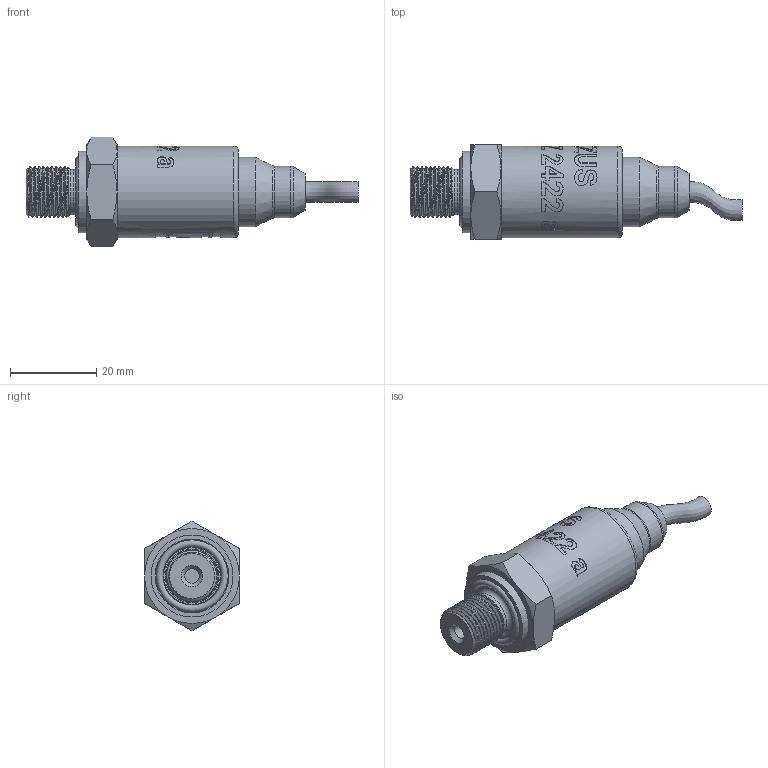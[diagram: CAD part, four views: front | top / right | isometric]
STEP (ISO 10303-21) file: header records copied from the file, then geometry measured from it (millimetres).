
FILE_DESCRIPTION(/* description */ (''),/* implementation_level */ '2;1');
FILE_NAME(/* name */ 'APZ2422a_M12x1DIN_Cab.step',/* time_stamp */ '2021-07-14T16:00:53+03:00',/* author */ (''),/* organization */ (''),/* preprocessor_version */ 'ST-DEVELOPER v18.1',/* originating_system */ 'Autodesk Translation Framework v10.9.0.1377',/* authorisation */ '');
FILE_SCHEMA (('AUTOMOTIVE_DESIGN { 1 0 10303 214 3 1 1 }'));
Length unit declared in the file: millimetre
Products named in the file (3): АПЗ 2422 a - filled (not 100% correct
); M12x1 DIN; #19521
Assembly tree (2 placements, depth 2):
  АПЗ 2422 a - filled (not 100% correct
)
    M12x1 DIN
    #19521
Bounding box: 76.97 x 22 x 25.4 mm (x, y, z)
Volume: 16586.5 mm3; surface area: 7014.5 mm2
Topology: 4 solids, 4 shells, 389 faces, 1033 edges, 683 vertices
Faces by surface type: bspline 263, cylinder 58, plane 37, cone 19, torus 12
Full cylindrical faces by diameter (mm): 3.3 x1, 4.8 x2, 7.2 x1, 10.5 x1, 10.741 x9, 11.884 x8, 12 x1, 13.5 x2, 16.2 x2, 16.7 x1, 17.8 x1, 19 x1, 20.2 x1, 21.2 x1
Entity records: 19515 total; most frequent: CARTESIAN_POINT 11629, ORIENTED_EDGE 2066, EDGE_CURVE 1033, DIRECTION 800, VERTEX_POINT 683, B_SPLINE_CURVE_WITH_KNOTS 572, EDGE_LOOP 424, FACE_OUTER_BOUND 389
